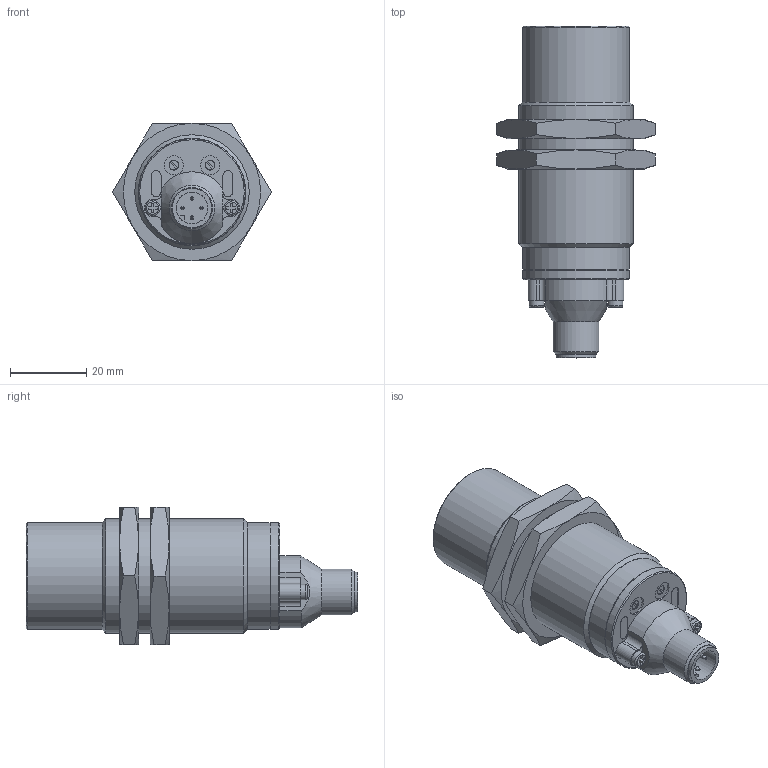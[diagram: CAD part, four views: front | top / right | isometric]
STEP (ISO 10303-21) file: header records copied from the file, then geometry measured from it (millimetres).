
FILE_DESCRIPTION (( 'STEP AP214' ), '1' );
FILE_NAME ('BCS007F.STEP', '2023-07-20T09:39:03', ( '' ), ( '' ), 'SwSTEP 2.0', 'SolidWorks 2021', '' );
FILE_SCHEMA (( 'AUTOMOTIVE_DESIGN' ));
Length unit declared in the file: inch
Products named in the file (1): BCS007F
Bounding box: 41.57 x 87 x 36 mm (x, y, z)
Volume: 52254.7 mm3; surface area: 12466.6 mm2
Topology: 3 solids, 3 shells, 159 faces, 366 edges, 234 vertices
Faces by surface type: plane 86, cone 38, cylinder 33, bspline 2
Full cylindrical faces by diameter (mm): 1 x4, 2.5 x2, 4 x2, 5 x2, 8.3 x1, 10.4 x1, 12 x1, 27.8 x1, 28 x3, 28.376 x2, 30 x1
Entity records: 4456 total; most frequent: CARTESIAN_POINT 1056, DIRECTION 678, ORIENTED_EDGE 632, EDGE_CURVE 316, AXIS2_PLACEMENT_3D 268, EDGE_LOOP 220, VERTEX_POINT 220, FACE_OUTER_BOUND 181
